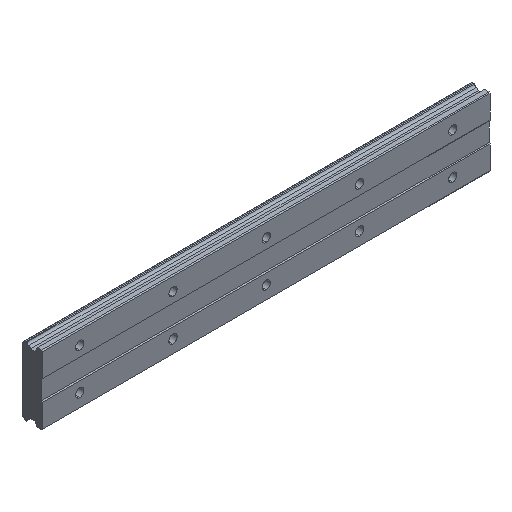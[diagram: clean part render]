
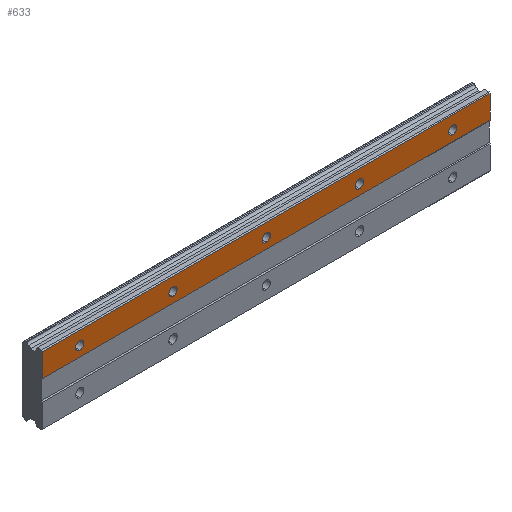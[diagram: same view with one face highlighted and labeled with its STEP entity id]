
A CAD part, isometric view. The second image highlights one B-rep face of the part: STEP entity #633.
In plain terms, the highlighted planar face has unit normal (0, -1, 0).
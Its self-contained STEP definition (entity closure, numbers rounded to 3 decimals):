
#20 = CIRCLE ( 'NONE', #2590, 2.25 ) ;
#64 = EDGE_CURVE ( 'NONE', #737, #2378, #2582, .T. ) ;
#75 = ORIENTED_EDGE ( 'NONE', *, *, #1447, .F. ) ;
#88 = EDGE_LOOP ( 'NONE', ( #2597, #125, #105, #838 ) ) ;
#102 = DIRECTION ( 'NONE',  ( 0., -1., 0. ) ) ;
#105 = ORIENTED_EDGE ( 'NONE', *, *, #117, .F. ) ;
#117 = EDGE_CURVE ( 'NONE', #809, #434, #956, .T. ) ;
#125 = ORIENTED_EDGE ( 'NONE', *, *, #1713, .F. ) ;
#131 = CARTESIAN_POINT ( 'NONE',  ( 200., 0., 11. ) ) ;
#221 = CARTESIAN_POINT ( 'NONE',  ( -20., 0., 18. ) ) ;
#252 = AXIS2_PLACEMENT_3D ( 'NONE', #131, #1372, #764 ) ;
#262 = CARTESIAN_POINT ( 'NONE',  ( 50., 0., 8.75 ) ) ;
#279 = DIRECTION ( 'NONE',  ( -1., 0., 0. ) ) ;
#285 = DIRECTION ( 'NONE',  ( 0., -1., 0. ) ) ;
#287 = DIRECTION ( 'NONE',  ( 0., -1., 0. ) ) ;
#336 = DIRECTION ( 'NONE',  ( 0., -1., 0. ) ) ;
#342 = ORIENTED_EDGE ( 'NONE', *, *, #1142, .F. ) ;
#370 = CARTESIAN_POINT ( 'NONE',  ( 100., 0., 11. ) ) ;
#377 = EDGE_LOOP ( 'NONE', ( #342, #476 ) ) ;
#389 = ORIENTED_EDGE ( 'NONE', *, *, #2558, .F. ) ;
#402 = DIRECTION ( 'NONE',  ( 0., 0., 1. ) ) ;
#406 = VECTOR ( 'NONE', #1834, 1000. ) ;
#434 = VERTEX_POINT ( 'NONE', #1500 ) ;
#476 = ORIENTED_EDGE ( 'NONE', *, *, #1912, .F. ) ;
#478 = AXIS2_PLACEMENT_3D ( 'NONE', #1098, #1534, #2554 ) ;
#504 = ORIENTED_EDGE ( 'NONE', *, *, #1594, .F. ) ;
#548 = VERTEX_POINT ( 'NONE', #1930 ) ;
#553 = EDGE_LOOP ( 'NONE', ( #1383, #504 ) ) ;
#566 = CARTESIAN_POINT ( 'NONE',  ( 50., 0., 13.25 ) ) ;
#618 = DIRECTION ( 'NONE',  ( 0., 0., 1. ) ) ;
#633 = ADVANCED_FACE ( 'NONE', ( #1135, #936, #2387, #1603, #775, #968 ), #1585, .F. ) ;
#635 = CARTESIAN_POINT ( 'NONE',  ( 100., 0., 8.75 ) ) ;
#666 = DIRECTION ( 'NONE',  ( 0., 0., 1. ) ) ;
#710 = DIRECTION ( 'NONE',  ( 0., 0., 1. ) ) ;
#737 = VERTEX_POINT ( 'NONE', #635 ) ;
#764 = DIRECTION ( 'NONE',  ( 0., 0., 1. ) ) ;
#775 = FACE_BOUND ( 'NONE', #2207, .T. ) ;
#809 = VERTEX_POINT ( 'NONE', #1484 ) ;
#838 = ORIENTED_EDGE ( 'NONE', *, *, #2632, .F. ) ;
#852 = CARTESIAN_POINT ( 'NONE',  ( 50., 0., 11. ) ) ;
#883 = VERTEX_POINT ( 'NONE', #262 ) ;
#917 = DIRECTION ( 'NONE',  ( 0., 1., 0. ) ) ;
#936 = FACE_BOUND ( 'NONE', #377, .T. ) ;
#956 = LINE ( 'NONE', #1620, #406 ) ;
#968 = FACE_BOUND ( 'NONE', #1102, .T. ) ;
#969 = DIRECTION ( 'NONE',  ( 0., 0., 1. ) ) ;
#990 = CARTESIAN_POINT ( 'NONE',  ( 0., 0., 13.25 ) ) ;
#1005 = CIRCLE ( 'NONE', #1276, 2.25 ) ;
#1012 = EDGE_LOOP ( 'NONE', ( #1793, #389 ) ) ;
#1024 = CARTESIAN_POINT ( 'NONE',  ( 150., 0., 8.75 ) ) ;
#1030 = DIRECTION ( 'NONE',  ( 0., -1., 0. ) ) ;
#1054 = VECTOR ( 'NONE', #2272, 1000. ) ;
#1057 = ORIENTED_EDGE ( 'NONE', *, *, #64, .F. ) ;
#1077 = CIRCLE ( 'NONE', #1932, 2.25 ) ;
#1081 = VERTEX_POINT ( 'NONE', #566 ) ;
#1090 = CIRCLE ( 'NONE', #2126, 2.25 ) ;
#1092 = VERTEX_POINT ( 'NONE', #1024 ) ;
#1098 = CARTESIAN_POINT ( 'NONE',  ( 50., 0., 11. ) ) ;
#1100 = CIRCLE ( 'NONE', #478, 2.25 ) ;
#1102 = EDGE_LOOP ( 'NONE', ( #75, #1300 ) ) ;
#1135 = FACE_OUTER_BOUND ( 'NONE', #88, .T. ) ;
#1142 = EDGE_CURVE ( 'NONE', #1194, #2038, #20, .T. ) ;
#1160 = EDGE_CURVE ( 'NONE', #1908, #1092, #1077, .T. ) ;
#1194 = VERTEX_POINT ( 'NONE', #990 ) ;
#1238 = DIRECTION ( 'NONE',  ( 0., -1., 0. ) ) ;
#1276 = AXIS2_PLACEMENT_3D ( 'NONE', #2058, #1030, #1859 ) ;
#1300 = ORIENTED_EDGE ( 'NONE', *, *, #1980, .F. ) ;
#1360 = CARTESIAN_POINT ( 'NONE',  ( 100., 0., 11. ) ) ;
#1372 = DIRECTION ( 'NONE',  ( 0., -1., 0. ) ) ;
#1383 = ORIENTED_EDGE ( 'NONE', *, *, #1866, .F. ) ;
#1391 = CARTESIAN_POINT ( 'NONE',  ( 220., 0., 18. ) ) ;
#1420 = DIRECTION ( 'NONE',  ( 0., 0., 1. ) ) ;
#1447 = EDGE_CURVE ( 'NONE', #1081, #883, #1100, .T. ) ;
#1459 = CARTESIAN_POINT ( 'NONE',  ( 0., 0., 11. ) ) ;
#1467 = CARTESIAN_POINT ( 'NONE',  ( 150., 0., 11. ) ) ;
#1484 = CARTESIAN_POINT ( 'NONE',  ( -20., 0., 18. ) ) ;
#1500 = CARTESIAN_POINT ( 'NONE',  ( 220., 0., 18. ) ) ;
#1516 = EDGE_CURVE ( 'NONE', #1776, #2340, #1931, .T. ) ;
#1523 = DIRECTION ( 'NONE',  ( 0., 0., 1. ) ) ;
#1534 = DIRECTION ( 'NONE',  ( 0., -1., 0. ) ) ;
#1580 = EDGE_CURVE ( 'NONE', #2378, #737, #1090, .T. ) ;
#1585 = PLANE ( 'NONE',  #2296 ) ;
#1594 = EDGE_CURVE ( 'NONE', #548, #1674, #2607, .T. ) ;
#1603 = FACE_BOUND ( 'NONE', #1012, .T. ) ;
#1616 = VECTOR ( 'NONE', #710, 1000. ) ;
#1620 = CARTESIAN_POINT ( 'NONE',  ( 220., 0., 18. ) ) ;
#1658 = CIRCLE ( 'NONE', #2564, 2.25 ) ;
#1668 = DIRECTION ( 'NONE',  ( 0., 0., 1. ) ) ;
#1674 = VERTEX_POINT ( 'NONE', #1989 ) ;
#1675 = AXIS2_PLACEMENT_3D ( 'NONE', #1360, #102, #1523 ) ;
#1713 = EDGE_CURVE ( 'NONE', #434, #1776, #2299, .T. ) ;
#1776 = VERTEX_POINT ( 'NONE', #2271 ) ;
#1793 = ORIENTED_EDGE ( 'NONE', *, *, #1160, .F. ) ;
#1808 = CARTESIAN_POINT ( 'NONE',  ( 100., 0., 13.25 ) ) ;
#1815 = CARTESIAN_POINT ( 'NONE',  ( 150., 0., 13.25 ) ) ;
#1834 = DIRECTION ( 'NONE',  ( 1., 0., 0. ) ) ;
#1859 = DIRECTION ( 'NONE',  ( 0., 0., 1. ) ) ;
#1866 = EDGE_CURVE ( 'NONE', #1674, #548, #1658, .T. ) ;
#1908 = VERTEX_POINT ( 'NONE', #1815 ) ;
#1912 = EDGE_CURVE ( 'NONE', #2038, #1194, #1005, .T. ) ;
#1930 = CARTESIAN_POINT ( 'NONE',  ( 200., 0., 8.75 ) ) ;
#1931 = LINE ( 'NONE', #2372, #2009 ) ;
#1932 = AXIS2_PLACEMENT_3D ( 'NONE', #2498, #2705, #618 ) ;
#1980 = EDGE_CURVE ( 'NONE', #883, #1081, #2268, .T. ) ;
#1989 = CARTESIAN_POINT ( 'NONE',  ( 200., 0., 13.25 ) ) ;
#2007 = CARTESIAN_POINT ( 'NONE',  ( -20., 0., 5.5 ) ) ;
#2009 = VECTOR ( 'NONE', #279, 1000. ) ;
#2038 = VERTEX_POINT ( 'NONE', #2100 ) ;
#2058 = CARTESIAN_POINT ( 'NONE',  ( 0., 0., 11. ) ) ;
#2094 = LINE ( 'NONE', #221, #1616 ) ;
#2100 = CARTESIAN_POINT ( 'NONE',  ( 0., 0., 8.75 ) ) ;
#2126 = AXIS2_PLACEMENT_3D ( 'NONE', #370, #336, #969 ) ;
#2207 = EDGE_LOOP ( 'NONE', ( #2634, #1057 ) ) ;
#2227 = DIRECTION ( 'NONE',  ( 0., 0., 1. ) ) ;
#2268 = CIRCLE ( 'NONE', #2488, 2.25 ) ;
#2271 = CARTESIAN_POINT ( 'NONE',  ( 220., 0., 5.5 ) ) ;
#2272 = DIRECTION ( 'NONE',  ( 0., 0., -1. ) ) ;
#2277 = DIRECTION ( 'NONE',  ( 0., -1., 0. ) ) ;
#2285 = CARTESIAN_POINT ( 'NONE',  ( 220., 0., 18. ) ) ;
#2296 = AXIS2_PLACEMENT_3D ( 'NONE', #1391, #917, #2227 ) ;
#2299 = LINE ( 'NONE', #2285, #1054 ) ;
#2340 = VERTEX_POINT ( 'NONE', #2007 ) ;
#2372 = CARTESIAN_POINT ( 'NONE',  ( 220., 0., 5.5 ) ) ;
#2378 = VERTEX_POINT ( 'NONE', #1808 ) ;
#2387 = FACE_BOUND ( 'NONE', #553, .T. ) ;
#2398 = AXIS2_PLACEMENT_3D ( 'NONE', #1467, #287, #666 ) ;
#2477 = CARTESIAN_POINT ( 'NONE',  ( 200., 0., 11. ) ) ;
#2488 = AXIS2_PLACEMENT_3D ( 'NONE', #852, #285, #1668 ) ;
#2498 = CARTESIAN_POINT ( 'NONE',  ( 150., 0., 11. ) ) ;
#2554 = DIRECTION ( 'NONE',  ( 0., 0., 1. ) ) ;
#2558 = EDGE_CURVE ( 'NONE', #1092, #1908, #2614, .T. ) ;
#2564 = AXIS2_PLACEMENT_3D ( 'NONE', #2477, #1238, #1420 ) ;
#2582 = CIRCLE ( 'NONE', #1675, 2.25 ) ;
#2590 = AXIS2_PLACEMENT_3D ( 'NONE', #1459, #2277, #402 ) ;
#2597 = ORIENTED_EDGE ( 'NONE', *, *, #1516, .F. ) ;
#2607 = CIRCLE ( 'NONE', #252, 2.25 ) ;
#2614 = CIRCLE ( 'NONE', #2398, 2.25 ) ;
#2632 = EDGE_CURVE ( 'NONE', #2340, #809, #2094, .T. ) ;
#2634 = ORIENTED_EDGE ( 'NONE', *, *, #1580, .F. ) ;
#2705 = DIRECTION ( 'NONE',  ( 0., -1., 0. ) ) ;
